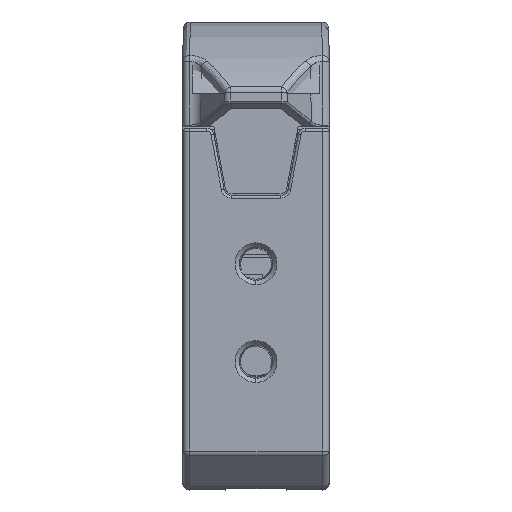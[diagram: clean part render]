
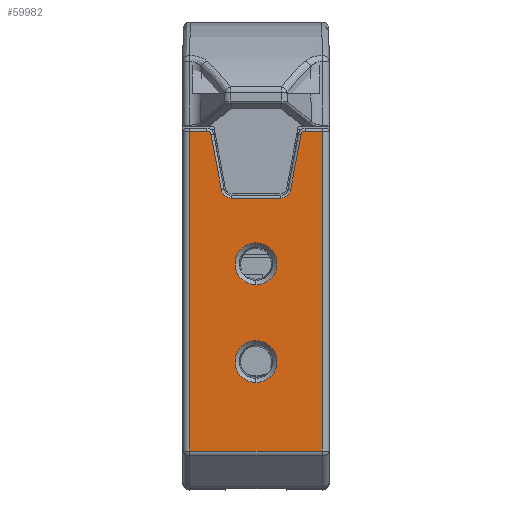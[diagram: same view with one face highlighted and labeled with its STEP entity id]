
A CAD part, left-side view. The second image highlights one B-rep face of the part: STEP entity #59982.
In plain terms, the highlighted planar face has unit normal (-1, 0, 0).
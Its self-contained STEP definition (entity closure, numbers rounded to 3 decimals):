
#380=FACE_BOUND('',#3354,.T.);
#381=FACE_BOUND('',#3355,.T.);
#1275=FACE_OUTER_BOUND('',#3353,.T.);
#3353=EDGE_LOOP('',(#46533,#46534,#46535,#46536,#46537,#46538,#46539,#46540,
#46541,#46542,#46543,#46544));
#3354=EDGE_LOOP('',(#46545));
#3355=EDGE_LOOP('',(#46546));
#5567=CIRCLE('',#66336,0.3);
#5568=CIRCLE('',#66337,0.7);
#5569=CIRCLE('',#66338,0.7);
#5570=CIRCLE('',#66339,0.3);
#5571=CIRCLE('',#66340,1.5);
#5572=CIRCLE('',#66341,1.5);
#7495=LINE('',#87867,#16339);
#7496=LINE('',#87871,#16340);
#7497=LINE('',#87875,#16341);
#7498=LINE('',#87879,#16342);
#7499=LINE('',#87881,#16343);
#7500=LINE('',#87883,#16344);
#7501=LINE('',#87885,#16345);
#7502=LINE('',#87886,#16346);
#16339=VECTOR('',#70959,4.054);
#16340=VECTOR('',#70962,3.57);
#16341=VECTOR('',#70965,4.054);
#16342=VECTOR('',#70968,1.235);
#16343=VECTOR('',#70969,22.893);
#16344=VECTOR('',#70970,9.5);
#16345=VECTOR('',#70971,22.893);
#16346=VECTOR('',#70972,1.235);
#25365=VERTEX_POINT('',#87863);
#25366=VERTEX_POINT('',#87864);
#25367=VERTEX_POINT('',#87866);
#25368=VERTEX_POINT('',#87868);
#25369=VERTEX_POINT('',#87870);
#25370=VERTEX_POINT('',#87872);
#25371=VERTEX_POINT('',#87874);
#25372=VERTEX_POINT('',#87876);
#25373=VERTEX_POINT('',#87878);
#25374=VERTEX_POINT('',#87880);
#25375=VERTEX_POINT('',#87882);
#25376=VERTEX_POINT('',#87884);
#25377=VERTEX_POINT('',#87887);
#25378=VERTEX_POINT('',#87889);
#35948=EDGE_CURVE('',#25365,#25366,#5567,.T.);
#35949=EDGE_CURVE('',#25366,#25367,#7495,.T.);
#35950=EDGE_CURVE('',#25367,#25368,#5568,.T.);
#35951=EDGE_CURVE('',#25368,#25369,#7496,.T.);
#35952=EDGE_CURVE('',#25369,#25370,#5569,.T.);
#35953=EDGE_CURVE('',#25370,#25371,#7497,.T.);
#35954=EDGE_CURVE('',#25371,#25372,#5570,.T.);
#35955=EDGE_CURVE('',#25372,#25373,#7498,.T.);
#35956=EDGE_CURVE('',#25373,#25374,#7499,.T.);
#35957=EDGE_CURVE('',#25374,#25375,#7500,.T.);
#35958=EDGE_CURVE('',#25375,#25376,#7501,.T.);
#35959=EDGE_CURVE('',#25376,#25365,#7502,.T.);
#35960=EDGE_CURVE('',#25377,#25377,#5571,.T.);
#35961=EDGE_CURVE('',#25378,#25378,#5572,.T.);
#46533=ORIENTED_EDGE('',*,*,#35948,.T.);
#46534=ORIENTED_EDGE('',*,*,#35949,.T.);
#46535=ORIENTED_EDGE('',*,*,#35950,.T.);
#46536=ORIENTED_EDGE('',*,*,#35951,.T.);
#46537=ORIENTED_EDGE('',*,*,#35952,.T.);
#46538=ORIENTED_EDGE('',*,*,#35953,.T.);
#46539=ORIENTED_EDGE('',*,*,#35954,.T.);
#46540=ORIENTED_EDGE('',*,*,#35955,.T.);
#46541=ORIENTED_EDGE('',*,*,#35956,.T.);
#46542=ORIENTED_EDGE('',*,*,#35957,.T.);
#46543=ORIENTED_EDGE('',*,*,#35958,.T.);
#46544=ORIENTED_EDGE('',*,*,#35959,.T.);
#46545=ORIENTED_EDGE('',*,*,#35960,.T.);
#46546=ORIENTED_EDGE('',*,*,#35961,.T.);
#56302=PLANE('',#66335);
#59982=ADVANCED_FACE('',(#1275,#380,#381),#56302,.T.);
#66335=AXIS2_PLACEMENT_3D('',#87862,#70955,#70956);
#66336=AXIS2_PLACEMENT_3D('',#87865,#70957,#70958);
#66337=AXIS2_PLACEMENT_3D('',#87869,#70960,#70961);
#66338=AXIS2_PLACEMENT_3D('',#87873,#70963,#70964);
#66339=AXIS2_PLACEMENT_3D('',#87877,#70966,#70967);
#66340=AXIS2_PLACEMENT_3D('',#87888,#70973,#70974);
#66341=AXIS2_PLACEMENT_3D('',#87890,#70975,#70976);
#70955=DIRECTION('center_axis',(-1.,0.,0.));
#70956=DIRECTION('ref_axis',(0.,0.,1.));
#70957=DIRECTION('center_axis',(-1.,0.,0.));
#70958=DIRECTION('ref_axis',(0.,0.,1.));
#70959=DIRECTION('',(0.,0.184,-0.983));
#70960=DIRECTION('center_axis',(1.,0.,0.));
#70961=DIRECTION('ref_axis',(0.,-0.983,-0.184));
#70962=DIRECTION('',(0.,1.,0.));
#70963=DIRECTION('center_axis',(1.,0.,0.));
#70964=DIRECTION('ref_axis',(0.,0.,-1.));
#70965=DIRECTION('',(0.,0.184,0.983));
#70966=DIRECTION('center_axis',(-1.,0.,0.));
#70967=DIRECTION('ref_axis',(0.,-0.983,0.184));
#70968=DIRECTION('',(0.,1.,0.));
#70969=DIRECTION('',(0.,0.,-1.));
#70970=DIRECTION('',(0.,-1.,0.));
#70971=DIRECTION('',(0.,0.,1.));
#70972=DIRECTION('',(0.,1.,0.));
#70973=DIRECTION('center_axis',(1.,0.,0.));
#70974=DIRECTION('ref_axis',(0.,0.,1.));
#70975=DIRECTION('center_axis',(1.,0.,0.));
#70976=DIRECTION('ref_axis',(0.,0.,-1.));
#87862=CARTESIAN_POINT('Origin',(-34.5,0.31,-1.146));
#87863=CARTESIAN_POINT('',(-34.5,1.735,10.3));
#87864=CARTESIAN_POINT('',(-34.5,2.03,10.055));
#87865=CARTESIAN_POINT('Origin',(-34.5,1.735,10.));
#87866=CARTESIAN_POINT('',(-34.5,2.777,6.071));
#87867=CARTESIAN_POINT('',(-34.5,2.03,10.055));
#87868=CARTESIAN_POINT('',(-34.5,3.465,5.5));
#87869=CARTESIAN_POINT('Origin',(-34.5,3.465,6.2));
#87870=CARTESIAN_POINT('',(-34.5,7.035,5.5));
#87871=CARTESIAN_POINT('',(-34.5,3.465,5.5));
#87872=CARTESIAN_POINT('',(-34.5,7.723,6.071));
#87873=CARTESIAN_POINT('Origin',(-34.5,7.035,6.2));
#87874=CARTESIAN_POINT('',(-34.5,8.47,10.055));
#87875=CARTESIAN_POINT('',(-34.5,7.723,6.071));
#87876=CARTESIAN_POINT('',(-34.5,8.765,10.3));
#87877=CARTESIAN_POINT('Origin',(-34.5,8.765,10.));
#87878=CARTESIAN_POINT('',(-34.5,10.,10.3));
#87879=CARTESIAN_POINT('',(-34.5,8.765,10.3));
#87880=CARTESIAN_POINT('',(-34.5,10.,-12.593));
#87881=CARTESIAN_POINT('',(-34.5,10.,10.3));
#87882=CARTESIAN_POINT('',(-34.5,0.5,-12.593));
#87883=CARTESIAN_POINT('',(-34.5,10.,-12.593));
#87884=CARTESIAN_POINT('',(-34.5,0.5,10.3));
#87885=CARTESIAN_POINT('',(-34.5,0.5,-12.593));
#87886=CARTESIAN_POINT('',(-34.5,0.5,10.3));
#87887=CARTESIAN_POINT('',(-34.5,5.25,-7.7));
#87888=CARTESIAN_POINT('Origin',(-34.5,5.25,-6.2));
#87889=CARTESIAN_POINT('',(-34.5,5.25,2.3));
#87890=CARTESIAN_POINT('Origin',(-34.5,5.25,0.8));
